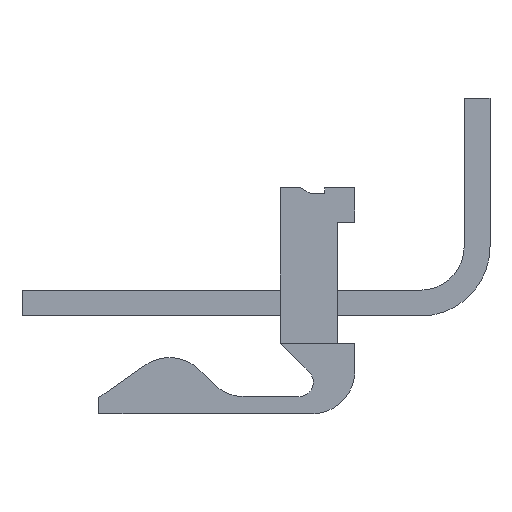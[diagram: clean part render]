
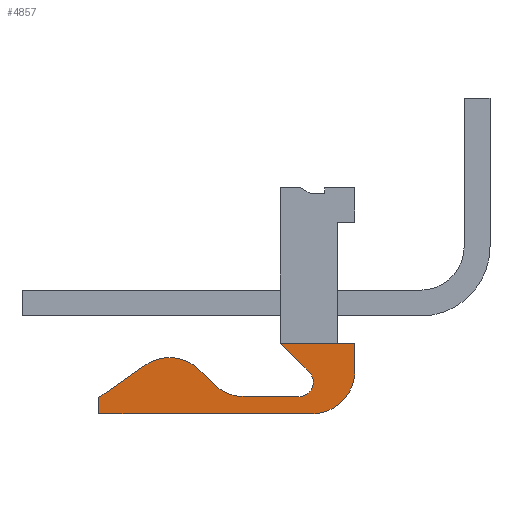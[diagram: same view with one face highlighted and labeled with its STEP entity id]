
A CAD part, left-side view. The second image highlights one B-rep face of the part: STEP entity #4857.
In plain terms, the highlighted planar face has unit normal (-1, 0, 0).
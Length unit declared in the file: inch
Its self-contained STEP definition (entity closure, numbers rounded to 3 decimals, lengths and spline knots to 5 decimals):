
#1253=DIRECTION('',(0.,1.,0.));
#1254=VECTOR('',#1253,0.1);
#1255=CARTESIAN_POINT('',(-0.468,-0.05,-0.1355));
#1256=LINE('',#1255,#1254);
#1609=DIRECTION('',(0.,-1.,0.));
#1610=VECTOR('',#1609,0.03);
#1611=CARTESIAN_POINT('',(-0.468,-0.05,-0.1355));
#1612=LINE('',#1611,#1610);
#1613=DIRECTION('',(0.,0.,-1.));
#1614=VECTOR('',#1613,0.048);
#1615=CARTESIAN_POINT('',(-0.468,-0.08,-0.1355));
#1616=LINE('',#1615,#1614);
#1617=CARTESIAN_POINT('',(-0.468,-0.005,-0.1835));
#1618=DIRECTION('',(1.,0.,0.));
#1619=DIRECTION('',(0.,-1.,0.));
#1620=AXIS2_PLACEMENT_3D('',#1617,#1618,#1619);
#1622=DIRECTION('',(0.,1.,0.));
#1623=VECTOR('',#1622,0.371);
#1624=CARTESIAN_POINT('',(-0.468,-0.005,-0.2585));
#1625=LINE('',#1624,#1623);
#1626=DIRECTION('',(0.,0.,1.));
#1627=VECTOR('',#1626,0.02843);
#1628=CARTESIAN_POINT('',(-0.468,0.366,-0.2585));
#1629=LINE('',#1628,#1627);
#1630=DIRECTION('',(0.,-0.819,0.574));
#1631=VECTOR('',#1630,0.09764);
#1632=CARTESIAN_POINT('',(-0.468,0.366,-0.23007));
#1633=LINE('',#1632,#1631);
#1634=CARTESIAN_POINT('',(-0.468,0.243,-0.2355));
#1635=DIRECTION('',(1.,0.,0.));
#1636=DIRECTION('',(0.,0.574,0.819));
#1637=AXIS2_PLACEMENT_3D('',#1634,#1635,#1636);
#1639=DIRECTION('',(0.,-0.707,-0.707));
#1640=VECTOR('',#1639,0.03403);
#1641=CARTESIAN_POINT('',(-0.468,0.18997,-0.18247));
#1642=LINE('',#1641,#1640);
#1643=CARTESIAN_POINT('',(-0.468,0.11287,-0.1535));
#1644=DIRECTION('',(-1.,0.,0.));
#1645=DIRECTION('',(0.,0.707,-0.707));
#1646=AXIS2_PLACEMENT_3D('',#1643,#1644,#1645);
#1648=DIRECTION('',(0.,-1.,0.));
#1649=VECTOR('',#1648,0.09551);
#1650=CARTESIAN_POINT('',(-0.468,0.11287,-0.2285));
#1651=LINE('',#1650,#1649);
#1652=CARTESIAN_POINT('',(-0.468,0.01736,-0.2035));
#1653=DIRECTION('',(-1.,0.,0.));
#1654=DIRECTION('',(0.,0.,-1.));
#1655=AXIS2_PLACEMENT_3D('',#1652,#1653,#1654);
#1657=DIRECTION('',(0.,0.707,0.707));
#1658=VECTOR('',#1657,0.07117);
#1659=CARTESIAN_POINT('',(-0.468,-0.00032,-0.18582));
#1660=LINE('',#1659,#1658);
#1995=CARTESIAN_POINT('',(-0.468,-0.08,-0.1355));
#1996=CARTESIAN_POINT('',(-0.468,-0.08,-0.1835));
#1997=VERTEX_POINT('',#1995);
#1998=VERTEX_POINT('',#1996);
#1999=CARTESIAN_POINT('',(-0.468,-0.005,-0.2585));
#2000=VERTEX_POINT('',#1999);
#2001=CARTESIAN_POINT('',(-0.468,0.366,-0.2585));
#2002=VERTEX_POINT('',#2001);
#2003=CARTESIAN_POINT('',(-0.468,0.366,-0.23007));
#2004=VERTEX_POINT('',#2003);
#2005=CARTESIAN_POINT('',(-0.468,0.28602,-0.17406));
#2006=VERTEX_POINT('',#2005);
#2007=CARTESIAN_POINT('',(-0.468,0.18997,-0.18247));
#2008=VERTEX_POINT('',#2007);
#2009=CARTESIAN_POINT('',(-0.468,0.1659,-0.20653));
#2010=VERTEX_POINT('',#2009);
#2011=CARTESIAN_POINT('',(-0.468,0.11287,-0.2285));
#2012=VERTEX_POINT('',#2011);
#2013=CARTESIAN_POINT('',(-0.468,0.01736,-0.2285));
#2014=VERTEX_POINT('',#2013);
#2015=CARTESIAN_POINT('',(-0.468,-0.00032,-0.18582));
#2016=VERTEX_POINT('',#2015);
#2021=CARTESIAN_POINT('',(-0.468,-0.05,-0.1355));
#2022=CARTESIAN_POINT('',(-0.468,0.05,-0.1355));
#2023=VERTEX_POINT('',#2021);
#2024=VERTEX_POINT('',#2022);
#4828=CARTESIAN_POINT('',(-0.468,0.,0.));
#4829=DIRECTION('',(1.,0.,0.));
#4830=DIRECTION('',(0.,0.,-1.));
#4831=AXIS2_PLACEMENT_3D('',#4828,#4829,#4830);
#4832=PLANE('',#4831);
#4833=ORIENTED_EDGE('',*,*,#4285,.F.);
#4834=ORIENTED_EDGE('',*,*,#4230,.T.);
#4835=ORIENTED_EDGE('',*,*,#4202,.T.);
#4837=ORIENTED_EDGE('',*,*,#4836,.T.);
#4839=ORIENTED_EDGE('',*,*,#4838,.T.);
#4841=ORIENTED_EDGE('',*,*,#4840,.T.);
#4843=ORIENTED_EDGE('',*,*,#4842,.T.);
#4845=ORIENTED_EDGE('',*,*,#4844,.T.);
#4847=ORIENTED_EDGE('',*,*,#4846,.T.);
#4849=ORIENTED_EDGE('',*,*,#4848,.T.);
#4851=ORIENTED_EDGE('',*,*,#4850,.T.);
#4853=ORIENTED_EDGE('',*,*,#4852,.T.);
#4854=ORIENTED_EDGE('',*,*,#4138,.T.);
#4855=EDGE_LOOP('',(#4833,#4834,#4835,#4837,#4839,#4841,#4843,#4845,#4847,#4849,
#4851,#4853,#4854));
#4856=FACE_OUTER_BOUND('',#4855,.F.);
#4857=ADVANCED_FACE('',(#4856),#4832,.F.);
#1621=CIRCLE('',#1620,0.075);
#1638=CIRCLE('',#1637,0.075);
#1647=CIRCLE('',#1646,0.075);
#1656=CIRCLE('',#1655,0.025);
#4138=EDGE_CURVE('',#2016,#2024,#1660,.T.);
#4202=EDGE_CURVE('',#1997,#1998,#1616,.T.);
#4230=EDGE_CURVE('',#2023,#1997,#1612,.T.);
#4285=EDGE_CURVE('',#2023,#2024,#1256,.T.);
#4836=EDGE_CURVE('',#1998,#2000,#1621,.T.);
#4838=EDGE_CURVE('',#2000,#2002,#1625,.T.);
#4840=EDGE_CURVE('',#2002,#2004,#1629,.T.);
#4842=EDGE_CURVE('',#2004,#2006,#1633,.T.);
#4844=EDGE_CURVE('',#2006,#2008,#1638,.T.);
#4846=EDGE_CURVE('',#2008,#2010,#1642,.T.);
#4848=EDGE_CURVE('',#2010,#2012,#1647,.T.);
#4850=EDGE_CURVE('',#2012,#2014,#1651,.T.);
#4852=EDGE_CURVE('',#2014,#2016,#1656,.T.);
